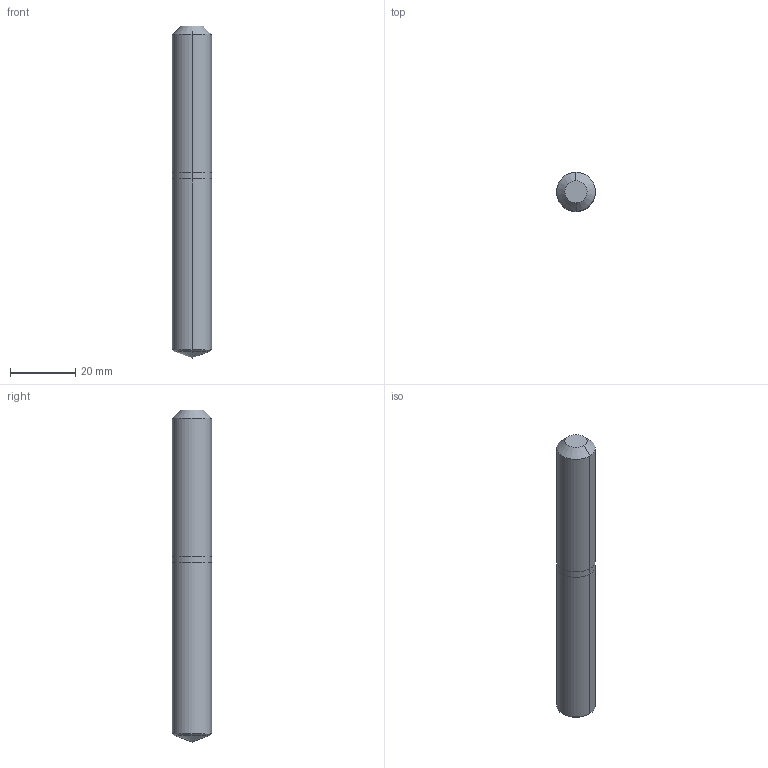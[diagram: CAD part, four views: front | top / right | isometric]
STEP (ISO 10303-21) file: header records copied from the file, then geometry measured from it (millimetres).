
FILE_DESCRIPTION(('STEP AP214'),'1');
FILE_NAME('Zeichnung3E43.stp','2024-06-19T08:02:38',(' '),(' '),'Spatial InterOp 3D',' ',' ');
FILE_SCHEMA(('AUTOMOTIVE_DESIGN { 1 0 10303 214 1 1 1 1 }'));
Length unit declared in the file: millimetre
Products named in the file (1): 1
Bounding box: 12.01 x 12.01 x 102 mm (x, y, z)
Volume: 11269.9 mm3; surface area: 4153.3 mm2
Topology: 2 solids, 2 shells, 17 faces, 45 edges, 43 vertices
Faces by surface type: cone 8, cylinder 6, plane 3
Entity records: 735 total; most frequent: DIRECTION 101, CARTESIAN_POINT 83, ORIENTED_EDGE 60, AXIS2_PLACEMENT_3D 39, STYLED_ITEM 30, PRESENTATION_STYLE_ASSIGNMENT 30, COLOUR_RGB 30, EDGE_CURVE 30
